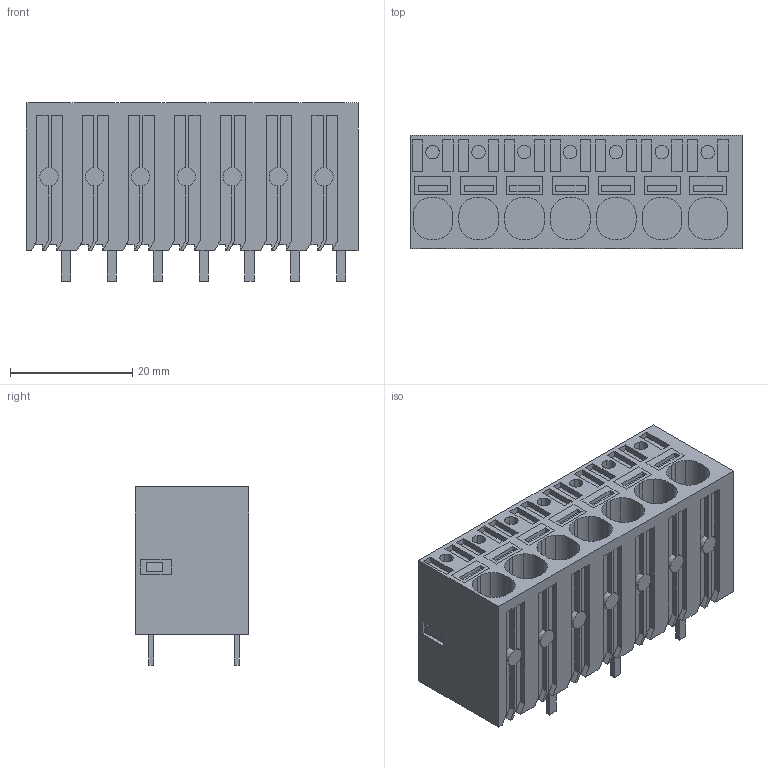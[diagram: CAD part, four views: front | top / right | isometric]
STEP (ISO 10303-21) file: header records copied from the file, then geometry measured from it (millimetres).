
FILE_DESCRIPTION(('CATIA V5 STEP Exchange','CAx-IF Rec.Pracs.--- Model Styling and Organization---1.4--- 2014-01-23'),'2;1');
FILE_NAME ('D1462821_1_2491670000_2491670000.stp','2018-11-19T15:32:57+00:00',('none'),('Weidmueller'),'CATIA Version 5-6 Release 2016 SP3 HF44','CATIA V5 STEP AP214','none');
FILE_SCHEMA(('AUTOMOTIVE_DESIGN { 1 0 10303 214 1 1 1 1 }'));
Length unit declared in the file: millimetre
Products named in the file (1): 2491670000
Bounding box: 54.3 x 18.5 x 29.15 mm (x, y, z)
Volume: 21329.5 mm3; surface area: 9213.1 mm2
Topology: 15 solids, 15 shells, 575 faces, 1487 edges, 986 vertices
Faces by surface type: plane 491, cylinder 84
Entity records: 16766 total; most frequent: ORIENTED_EDGE 2974, CARTESIAN_POINT 2877, DIRECTION 2259, EDGE_CURVE 1487, VECTOR 1319, LINE 1319, VERTEX_POINT 986, EDGE_LOOP 619
